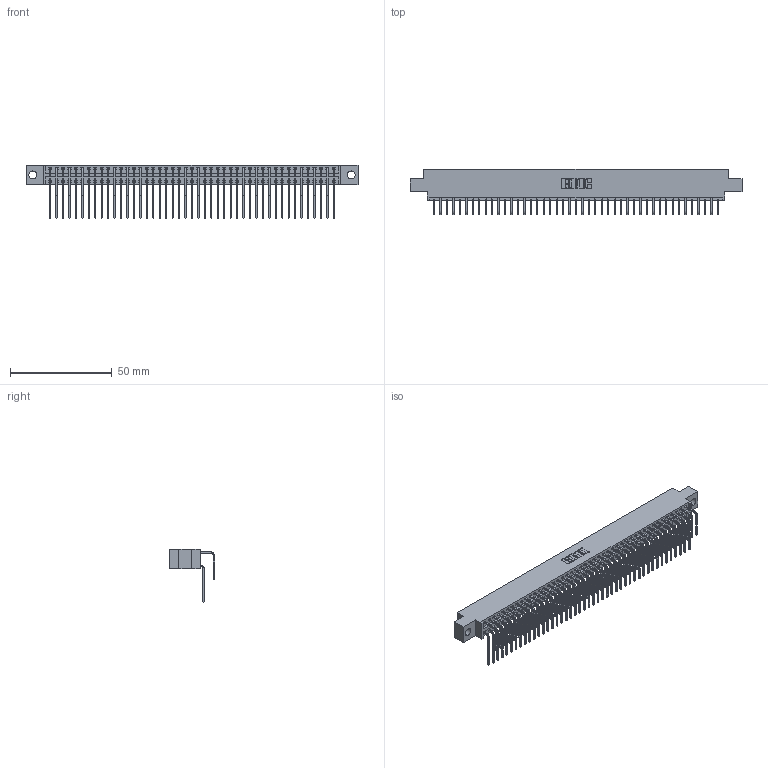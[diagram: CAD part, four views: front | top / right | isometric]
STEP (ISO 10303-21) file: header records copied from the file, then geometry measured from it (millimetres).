
FILE_DESCRIPTION (( 'STEP AP203' ), '1' );
FILE_NAME ('346-090-558-804.STEP', '2022-05-26T05:08:25', ( '' ), ( '' ), 'SwSTEP 2.0', 'SolidWorks 2020', '' );
FILE_SCHEMA (( 'CONFIG_CONTROL_DESIGN' ));
Length unit declared in the file: inch
Products named in the file (4): 346 Part_0.170 Offset - 0.156 Dia-TH; 345-292-001_558 Tail - 2; 346-090-558-804; 345-292-001_558 559 Tail - 1
Assembly tree (91 placements, depth 2):
  346-090-558-804
    346 Part_0.170 Offset - 0.156 Dia-TH
    345-292-001_558 559 Tail - 1  x45
    345-292-001_558 Tail - 2  x45
Bounding box: 163.45 x 22.16 x 26.16 mm (x, y, z)
Volume: 16220.2 mm3; surface area: 24861.2 mm2
Topology: 91 solids, 91 shells, 5000 faces, 14867 edges, 9790 vertices
Faces by surface type: plane 3424, cylinder 1576
Entity records: 31299 total; most frequent: CARTESIAN_POINT 5213, ORIENTED_EDGE 5094, DIRECTION 4615, EDGE_CURVE 2547, LINE 2195, VECTOR 2195, VERTEX_POINT 1694, AXIS2_PLACEMENT_3D 1210
